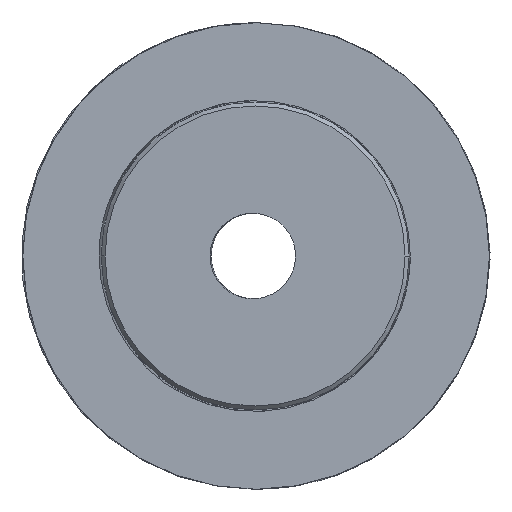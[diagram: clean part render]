
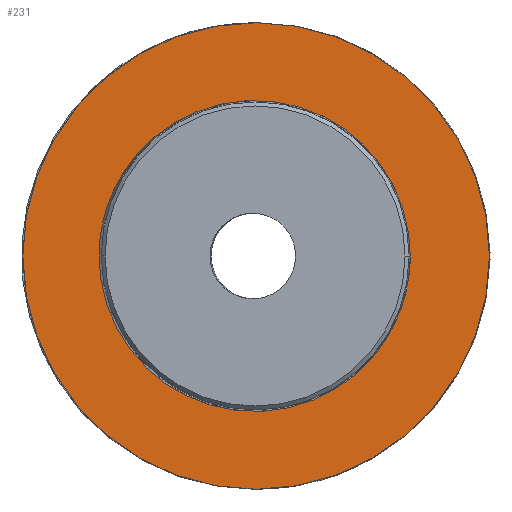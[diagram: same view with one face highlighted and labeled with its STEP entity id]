
A CAD part, front view. The second image highlights one B-rep face of the part: STEP entity #231.
In plain terms, the highlighted planar face has unit normal (0, -1, 0).
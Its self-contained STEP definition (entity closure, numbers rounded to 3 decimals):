
#40 = DIRECTION ( 'NONE',  ( 0., 0., 1. ) ) ;
#84 = AXIS2_PLACEMENT_3D ( 'NONE', #526, #713, #436 ) ;
#91 = CARTESIAN_POINT ( 'NONE',  ( 19.822, 0., 0. ) ) ;
#133 = AXIS2_PLACEMENT_3D ( 'NONE', #1183, #442, #332 ) ;
#213 = DIRECTION ( 'NONE',  ( 0., 1., 0. ) ) ;
#231 = ADVANCED_FACE ( 'NONE', ( #991, #983 ), #242, .T. ) ;
#242 = PLANE ( 'NONE',  #133 ) ;
#247 = CARTESIAN_POINT ( 'NONE',  ( 19.822, 0., 40. ) ) ;
#277 = CIRCLE ( 'NONE', #84, 30. ) ;
#293 = CARTESIAN_POINT ( 'NONE',  ( 0., 0., 0. ) ) ;
#309 = ORIENTED_EDGE ( 'NONE', *, *, #729, .F. ) ;
#332 = DIRECTION ( 'NONE',  ( 0., 0., -1. ) ) ;
#366 = AXIS2_PLACEMENT_3D ( 'NONE', #293, #213, #40 ) ;
#407 = EDGE_CURVE ( 'NONE', #1119, #1158, #543, .T. ) ;
#416 = EDGE_LOOP ( 'NONE', ( #309, #608 ) ) ;
#436 = DIRECTION ( 'NONE',  ( 0., 0., 1. ) ) ;
#442 = DIRECTION ( 'NONE',  ( 0., -1., 0. ) ) ;
#466 = CARTESIAN_POINT ( 'NONE',  ( 0., 0., -30. ) ) ;
#471 = VERTEX_POINT ( 'NONE', #466 ) ;
#477 = CARTESIAN_POINT ( 'NONE',  ( -20.203, 0., 0. ) ) ;
#526 = CARTESIAN_POINT ( 'NONE',  ( 0., 0., 0. ) ) ;
#543 =( BOUNDED_CURVE ( )  B_SPLINE_CURVE ( 3, ( #1001, #247, #994, #477 ),
 .UNSPECIFIED., .F., .T. ) 
 B_SPLINE_CURVE_WITH_KNOTS ( ( 4, 4 ),
 ( 0., 3.142 ),
 .UNSPECIFIED. ) 
 CURVE ( )  GEOMETRIC_REPRESENTATION_ITEM ( )  RATIONAL_B_SPLINE_CURVE ( ( 1., 0.333, 0.333, 1. ) ) 
 REPRESENTATION_ITEM ( '' )  );
#556 = CARTESIAN_POINT ( 'NONE',  ( -20.203, 0., -40. ) ) ;
#561 = CARTESIAN_POINT ( 'NONE',  ( -20.203, 0., 0. ) ) ;
#588 = VERTEX_POINT ( 'NONE', #724 ) ;
#603 = ORIENTED_EDGE ( 'NONE', *, *, #687, .F. ) ;
#608 = ORIENTED_EDGE ( 'NONE', *, *, #407, .F. ) ;
#687 = EDGE_CURVE ( 'NONE', #471, #588, #277, .T. ) ;
#695 = CARTESIAN_POINT ( 'NONE',  ( 19.822, 0., 0. ) ) ;
#713 = DIRECTION ( 'NONE',  ( 0., 1., 0. ) ) ;
#724 = CARTESIAN_POINT ( 'NONE',  ( 0., 0., 30. ) ) ;
#729 = EDGE_CURVE ( 'NONE', #1158, #1119, #1017, .T. ) ;
#758 = ORIENTED_EDGE ( 'NONE', *, *, #981, .F. ) ;
#844 = CARTESIAN_POINT ( 'NONE',  ( -20.203, 0., 0. ) ) ;
#922 = CIRCLE ( 'NONE', #366, 30. ) ;
#981 = EDGE_CURVE ( 'NONE', #588, #471, #922, .T. ) ;
#983 = FACE_OUTER_BOUND ( 'NONE', #1097, .T. ) ;
#991 = FACE_BOUND ( 'NONE', #416, .T. ) ;
#994 = CARTESIAN_POINT ( 'NONE',  ( -20.203, 0., 40. ) ) ;
#1001 = CARTESIAN_POINT ( 'NONE',  ( 19.822, 0., 0. ) ) ;
#1017 =( BOUNDED_CURVE ( )  B_SPLINE_CURVE ( 3, ( #561, #556, #1118, #91 ),
 .UNSPECIFIED., .F., .T. ) 
 B_SPLINE_CURVE_WITH_KNOTS ( ( 4, 4 ),
 ( 3.142, 6.283 ),
 .UNSPECIFIED. ) 
 CURVE ( )  GEOMETRIC_REPRESENTATION_ITEM ( )  RATIONAL_B_SPLINE_CURVE ( ( 1., 0.333, 0.333, 1. ) ) 
 REPRESENTATION_ITEM ( '' )  );
#1097 = EDGE_LOOP ( 'NONE', ( #758, #603 ) ) ;
#1118 = CARTESIAN_POINT ( 'NONE',  ( 19.822, 0., -40. ) ) ;
#1119 = VERTEX_POINT ( 'NONE', #695 ) ;
#1158 = VERTEX_POINT ( 'NONE', #844 ) ;
#1183 = CARTESIAN_POINT ( 'NONE',  ( -17.5, 0., 0. ) ) ;
